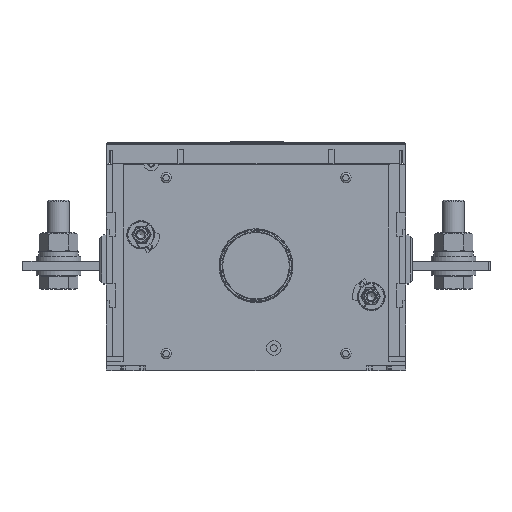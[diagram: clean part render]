
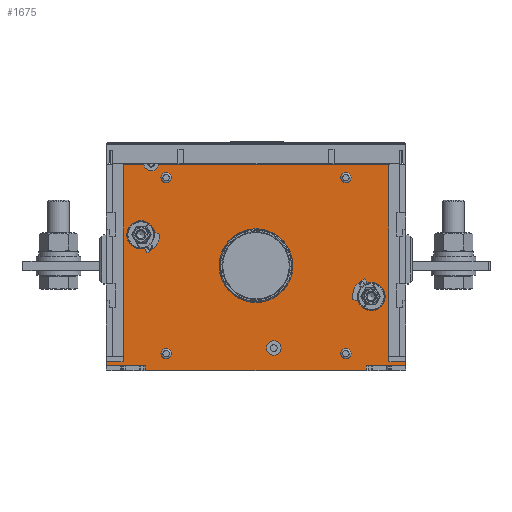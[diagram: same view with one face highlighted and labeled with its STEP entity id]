
A CAD part, top view. The second image highlights one B-rep face of the part: STEP entity #1675.
In plain terms, the highlighted planar face has unit normal (0, 0, 1).
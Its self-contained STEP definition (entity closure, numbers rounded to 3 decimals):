
#539=FACE_BOUND('',#4132,.T.);
#540=FACE_BOUND('',#4133,.T.);
#541=FACE_BOUND('',#4134,.T.);
#542=FACE_BOUND('',#4135,.T.);
#543=FACE_BOUND('',#4136,.T.);
#544=FACE_BOUND('',#4137,.T.);
#545=FACE_BOUND('',#4138,.T.);
#546=FACE_BOUND('',#4139,.T.);
#547=FACE_BOUND('',#4140,.T.);
#1675=ADVANCED_FACE('',(#539,#540,#541,#542,#543,#544,#545,#546,#547),#2547,
 .F.);
#2547=PLANE('',#20574);
#4132=EDGE_LOOP('',(#7082,#7083,#7084,#7085,#7086,#7087,#7088,#7089,#7090,
#7091,#7092,#7093,#7094,#7095));
#4133=EDGE_LOOP('',(#7096,#7097,#7098,#7099));
#4134=EDGE_LOOP('',(#7100,#7101,#7102,#7103));
#4135=EDGE_LOOP('',(#7104));
#4136=EDGE_LOOP('',(#7105));
#4137=EDGE_LOOP('',(#7106));
#4138=EDGE_LOOP('',(#7107));
#4139=EDGE_LOOP('',(#7108));
#4140=EDGE_LOOP('',(#7109));
#4995=CIRCLE('',#20261,7.5);
#5030=CIRCLE('',#20350,19.7);
#5032=CIRCLE('',#20355,3.9);
#5071=CIRCLE('',#20470,3.9);
#5110=CIRCLE('',#20562,2.75);
#5111=CIRCLE('',#20564,2.75);
#5113=CIRCLE('',#20567,2.75);
#5115=CIRCLE('',#20570,10.);
#5116=CIRCLE('',#20571,7.5);
#5117=CIRCLE('',#20572,10.);
#5118=CIRCLE('',#20573,2.75);
#7082=ORIENTED_EDGE('',*,*,#13845,.T.);
#7083=ORIENTED_EDGE('',*,*,#13367,.T.);
#7084=ORIENTED_EDGE('',*,*,#13547,.T.);
#7085=ORIENTED_EDGE('',*,*,#13881,.F.);
#7086=ORIENTED_EDGE('',*,*,#13562,.F.);
#7087=ORIENTED_EDGE('',*,*,#13892,.F.);
#7088=ORIENTED_EDGE('',*,*,#13634,.T.);
#7089=ORIENTED_EDGE('',*,*,#13636,.T.);
#7090=ORIENTED_EDGE('',*,*,#13924,.T.);
#7091=ORIENTED_EDGE('',*,*,#13653,.T.);
#7092=ORIENTED_EDGE('',*,*,#13656,.T.);
#7093=ORIENTED_EDGE('',*,*,#13719,.T.);
#7094=ORIENTED_EDGE('',*,*,#13722,.F.);
#7095=ORIENTED_EDGE('',*,*,#13295,.T.);
#7096=ORIENTED_EDGE('',*,*,#13283,.T.);
#7097=ORIENTED_EDGE('',*,*,#13925,.T.);
#7098=ORIENTED_EDGE('',*,*,#13926,.T.);
#7099=ORIENTED_EDGE('',*,*,#13927,.T.);
#7100=ORIENTED_EDGE('',*,*,#13928,.T.);
#7101=ORIENTED_EDGE('',*,*,#13929,.T.);
#7102=ORIENTED_EDGE('',*,*,#13930,.F.);
#7103=ORIENTED_EDGE('',*,*,#13931,.T.);
#7104=ORIENTED_EDGE('',*,*,#13922,.F.);
#7105=ORIENTED_EDGE('',*,*,#13932,.F.);
#7106=ORIENTED_EDGE('',*,*,#13920,.T.);
#7107=ORIENTED_EDGE('',*,*,#13919,.T.);
#7108=ORIENTED_EDGE('',*,*,#13497,.T.);
#7109=ORIENTED_EDGE('',*,*,#13508,.T.);
#10995=VERTEX_POINT('',#28336);
#10996=VERTEX_POINT('',#28338);
#11004=VERTEX_POINT('',#28359);
#11006=VERTEX_POINT('',#28363);
#11071=VERTEX_POINT('',#28619);
#11073=VERTEX_POINT('',#28623);
#11174=VERTEX_POINT('',#28915);
#11181=VERTEX_POINT('',#28936);
#11208=VERTEX_POINT('',#29013);
#11218=VERTEX_POINT('',#29043);
#11221=VERTEX_POINT('',#29048);
#11274=VERTEX_POINT('',#29197);
#11275=VERTEX_POINT('',#29199);
#11276=VERTEX_POINT('',#29203);
#11289=VERTEX_POINT('',#29235);
#11290=VERTEX_POINT('',#29237);
#11292=VERTEX_POINT('',#29243);
#11330=VERTEX_POINT('',#29369);
#11475=VERTEX_POINT('',#30013);
#11476=VERTEX_POINT('',#30016);
#11478=VERTEX_POINT('',#30021);
#11480=VERTEX_POINT('',#30027);
#11481=VERTEX_POINT('',#30029);
#11482=VERTEX_POINT('',#30032);
#11483=VERTEX_POINT('',#30033);
#11484=VERTEX_POINT('',#30035);
#11485=VERTEX_POINT('',#30037);
#11486=VERTEX_POINT('',#30040);
#13283=EDGE_CURVE('',#10995,#10996,#4995,.T.);
#13295=EDGE_CURVE('',#11004,#11006,#16199,.T.);
#13367=EDGE_CURVE('',#11071,#11073,#16239,.T.);
#13497=EDGE_CURVE('',#11174,#11174,#5030,.T.);
#13508=EDGE_CURVE('',#11181,#11181,#5032,.T.);
#13547=EDGE_CURVE('',#11073,#11208,#16394,.T.);
#13562=EDGE_CURVE('',#11221,#11218,#16404,.T.);
#13634=EDGE_CURVE('',#11275,#11274,#16463,.T.);
#13636=EDGE_CURVE('',#11274,#11276,#16465,.T.);
#13653=EDGE_CURVE('',#11289,#11290,#16475,.T.);
#13656=EDGE_CURVE('',#11290,#11292,#16478,.T.);
#13719=EDGE_CURVE('',#11292,#11330,#16535,.T.);
#13722=EDGE_CURVE('',#11004,#11330,#5071,.T.);
#13845=EDGE_CURVE('',#11006,#11071,#16621,.T.);
#13881=EDGE_CURVE('',#11218,#11208,#16647,.T.);
#13892=EDGE_CURVE('',#11275,#11221,#16657,.T.);
#13919=EDGE_CURVE('',#11475,#11475,#5110,.T.);
#13920=EDGE_CURVE('',#11476,#11476,#5111,.T.);
#13922=EDGE_CURVE('',#11478,#11478,#5113,.T.);
#13924=EDGE_CURVE('',#11276,#11289,#16680,.T.);
#13925=EDGE_CURVE('',#10996,#11480,#16681,.T.);
#13926=EDGE_CURVE('',#11480,#11481,#5115,.T.);
#13927=EDGE_CURVE('',#11481,#10995,#16682,.T.);
#13928=EDGE_CURVE('',#11482,#11483,#5116,.T.);
#13929=EDGE_CURVE('',#11483,#11484,#16683,.T.);
#13930=EDGE_CURVE('',#11485,#11484,#5117,.T.);
#13931=EDGE_CURVE('',#11485,#11482,#16684,.T.);
#13932=EDGE_CURVE('',#11486,#11486,#5118,.T.);
#16199=LINE('',#28364,#18212);
#16239=LINE('',#28624,#18252);
#16394=LINE('',#29014,#18407);
#16404=LINE('',#29049,#18417);
#16463=LINE('',#29198,#18476);
#16465=LINE('',#29202,#18478);
#16475=LINE('',#29238,#18488);
#16478=LINE('',#29244,#18491);
#16535=LINE('',#29370,#18548);
#16621=LINE('',#29860,#18634);
#16647=LINE('',#29937,#18660);
#16657=LINE('',#29957,#18670);
#16680=LINE('',#30025,#18693);
#16681=LINE('',#30026,#18694);
#16682=LINE('',#30030,#18695);
#16683=LINE('',#30034,#18696);
#16684=LINE('',#30038,#18697);
#18212=VECTOR('',#22337,1.);
#18252=VECTOR('',#22447,1.);
#18407=VECTOR('',#22754,1.);
#18417=VECTOR('',#22788,1.);
#18476=VECTOR('',#22921,1.);
#18478=VECTOR('',#22925,1.);
#18488=VECTOR('',#22957,1.);
#18491=VECTOR('',#22962,1.);
#18548=VECTOR('',#23081,1.);
#18634=VECTOR('',#23271,1.);
#18660=VECTOR('',#23337,1.);
#18670=VECTOR('',#23365,1.);
#18693=VECTOR('',#23428,1.);
#18694=VECTOR('',#23429,1.);
#18695=VECTOR('',#23432,1.);
#18696=VECTOR('',#23435,1.);
#18697=VECTOR('',#23438,1.);
#20261=AXIS2_PLACEMENT_3D('',#28339,#22318,#22319);
#20350=AXIS2_PLACEMENT_3D('',#28914,#22663,#22664);
#20355=AXIS2_PLACEMENT_3D('',#28935,#22682,#22683);
#20470=AXIS2_PLACEMENT_3D('',#29375,#23086,#23087);
#20562=AXIS2_PLACEMENT_3D('',#30012,#23412,#23413);
#20564=AXIS2_PLACEMENT_3D('',#30015,#23416,#23417);
#20567=AXIS2_PLACEMENT_3D('',#30020,#23422,#23423);
#20570=AXIS2_PLACEMENT_3D('',#30028,#23430,#23431);
#20571=AXIS2_PLACEMENT_3D('',#30031,#23433,#23434);
#20572=AXIS2_PLACEMENT_3D('',#30036,#23436,#23437);
#20573=AXIS2_PLACEMENT_3D('',#30039,#23439,#23440);
#20574=AXIS2_PLACEMENT_3D('',#30041,#23441,#23442);
#22318=DIRECTION('',(0.,0.,-1.));
#22319=DIRECTION('',(0.267,-0.964,0.));
#22337=DIRECTION('',(-1.,0.,0.));
#22447=DIRECTION('',(-1.,0.,0.));
#22663=DIRECTION('',(0.,0.,-1.));
#22664=DIRECTION('',(-1.,0.,0.));
#22682=DIRECTION('',(0.,0.,-1.));
#22683=DIRECTION('',(-1.,0.,0.));
#22754=DIRECTION('',(0.,-1.,0.));
#22788=DIRECTION('',(0.,1.,0.));
#22921=DIRECTION('',(0.,1.,0.));
#22925=DIRECTION('',(1.,0.,0.));
#22957=DIRECTION('',(-1.,0.,0.));
#22962=DIRECTION('',(0.,1.,0.));
#23081=DIRECTION('',(-1.,0.,0.));
#23086=DIRECTION('',(0.,0.,1.));
#23087=DIRECTION('',(-1.,0.,0.));
#23271=DIRECTION('',(0.,-1.,0.));
#23337=DIRECTION('',(-1.,0.,0.));
#23365=DIRECTION('',(-1.,0.,0.));
#23412=DIRECTION('',(0.,0.,-1.));
#23413=DIRECTION('',(-1.,0.,0.));
#23416=DIRECTION('',(0.,0.,-1.));
#23417=DIRECTION('',(-1.,0.,0.));
#23422=DIRECTION('',(0.,0.,1.));
#23423=DIRECTION('',(-1.,0.,0.));
#23428=DIRECTION('',(0.,1.,0.));
#23429=DIRECTION('',(0.906,-0.423,0.));
#23430=DIRECTION('',(0.,0.,-1.));
#23431=DIRECTION('',(1.,0.027,0.));
#23432=DIRECTION('',(-0.423,0.906,0.));
#23433=DIRECTION('',(0.,0.,-1.));
#23434=DIRECTION('',(-0.28,0.96,0.));
#23435=DIRECTION('',(-0.985,0.174,0.));
#23436=DIRECTION('',(0.,0.,1.));
#23437=DIRECTION('',(-0.338,0.941,0.));
#23438=DIRECTION('',(0.5,-0.866,0.));
#23439=DIRECTION('',(0.,0.,1.));
#23440=DIRECTION('',(-1.,0.,0.));
#23441=DIRECTION('',(0.,0.,-1.));
#23442=DIRECTION('',(1.,0.,0.));
#28336=CARTESIAN_POINT('',(-59.5,9.272,65.));
#28338=CARTESIAN_POINT('',(-54.152,18.,65.));
#28339=CARTESIAN_POINT('',(-61.5,16.5,65.));
#28359=CARTESIAN_POINT('',(-59.854,53.9,65.));
#28363=CARTESIAN_POINT('',(-71.,53.9,65.));
#28364=CARTESIAN_POINT('',(0.,53.9,65.));
#28619=CARTESIAN_POINT('',(-71.,-51.2,65.));
#28623=CARTESIAN_POINT('',(-80.,-51.2,65.));
#28624=CARTESIAN_POINT('',(-51.,-51.2,65.));
#28914=CARTESIAN_POINT('',(0.,0.,65.));
#28915=CARTESIAN_POINT('',(-19.7,0.,65.));
#28935=CARTESIAN_POINT('',(9.5,-44.,65.));
#28936=CARTESIAN_POINT('',(5.6,-44.,65.));
#29013=CARTESIAN_POINT('',(-80.,-53.4,65.));
#29014=CARTESIAN_POINT('',(-80.,-41.5,65.));
#29043=CARTESIAN_POINT('',(-59.,-53.4,65.));
#29048=CARTESIAN_POINT('',(-59.,-56.,65.));
#29049=CARTESIAN_POINT('',(-59.,-41.45,65.));
#29197=CARTESIAN_POINT('',(59.,-53.4,65.));
#29198=CARTESIAN_POINT('',(59.,-41.45,65.));
#29199=CARTESIAN_POINT('',(59.,-56.,65.));
#29202=CARTESIAN_POINT('',(0.,-53.4,65.));
#29203=CARTESIAN_POINT('',(80.,-53.4,65.));
#29235=CARTESIAN_POINT('',(80.,-51.2,65.));
#29237=CARTESIAN_POINT('',(71.,-51.2,65.));
#29238=CARTESIAN_POINT('',(0.,-51.2,65.));
#29243=CARTESIAN_POINT('',(71.,53.9,65.));
#29244=CARTESIAN_POINT('',(71.,-5.83,65.));
#29369=CARTESIAN_POINT('',(-52.146,53.9,65.));
#29370=CARTESIAN_POINT('',(0.,53.9,65.));
#29375=CARTESIAN_POINT('',(-56.,54.5,65.));
#29860=CARTESIAN_POINT('',(-71.,5.83,65.));
#29937=CARTESIAN_POINT('',(0.,-53.4,65.));
#29957=CARTESIAN_POINT('',(-38.319,-56.,65.));
#30012=CARTESIAN_POINT('',(-48.,-47.,65.));
#30013=CARTESIAN_POINT('',(-50.75,-47.,65.));
#30015=CARTESIAN_POINT('',(48.,-47.,65.));
#30016=CARTESIAN_POINT('',(45.25,-47.,65.));
#30020=CARTESIAN_POINT('',(48.,47.,65.));
#30021=CARTESIAN_POINT('',(45.25,47.,65.));
#30025=CARTESIAN_POINT('',(80.,38.5,65.));
#30026=CARTESIAN_POINT('',(-54.152,18.,65.));
#30027=CARTESIAN_POINT('',(-51.504,16.765,65.));
#30028=CARTESIAN_POINT('',(-61.5,16.5,65.));
#30029=CARTESIAN_POINT('',(-58.432,6.982,65.));
#30030=CARTESIAN_POINT('',(-58.432,6.982,65.));
#30031=CARTESIAN_POINT('',(61.5,-16.5,65.));
#30032=CARTESIAN_POINT('',(59.4,-9.3,65.));
#30033=CARTESIAN_POINT('',(54.3,-18.6,65.));
#30034=CARTESIAN_POINT('',(54.3,-18.6,65.));
#30035=CARTESIAN_POINT('',(51.634,-18.13,65.));
#30036=CARTESIAN_POINT('',(61.5,-16.5,65.));
#30037=CARTESIAN_POINT('',(58.123,-7.088,65.));
#30038=CARTESIAN_POINT('',(58.123,-7.088,65.));
#30039=CARTESIAN_POINT('',(-48.,47.,65.));
#30040=CARTESIAN_POINT('',(-50.75,47.,65.));
#30041=CARTESIAN_POINT('',(0.,0.,65.));
